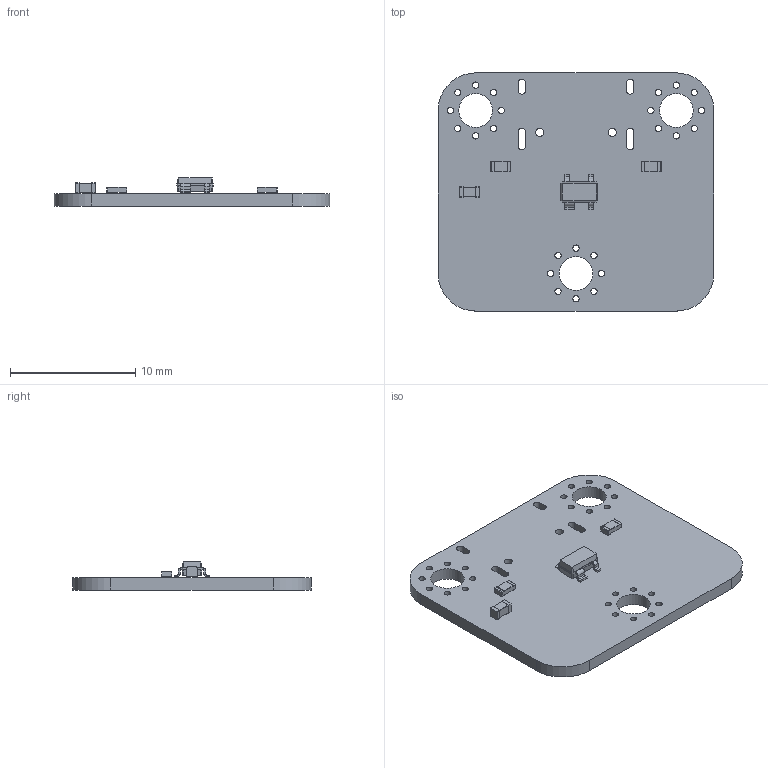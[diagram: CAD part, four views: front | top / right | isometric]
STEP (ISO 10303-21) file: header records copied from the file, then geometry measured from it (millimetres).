
FILE_DESCRIPTION(('KiCad electronic assembly'),'2;1');
FILE_NAME('daughterboard.step','2019-05-25T00:44:06',('An Author'),( 'A Company'),'Open CASCADE STEP processor 6.9', 'KiCad to STEP converter','Unknown');
FILE_SCHEMA(('AUTOMOTIVE_DESIGN { 1 0 10303 214 1 1 1 1 }'));
Length unit declared in the file: millimetre
Products named in the file (8): Open CASCADE STEP translator 6.9 1; C_0603_1608Metric; SOLID; SOT-143; R_0603_1608Metric; COMPOUND
Assembly tree (8 placements, depth 3):
  Open CASCADE STEP translator 6.9 1
    C_0603_1608Metric
      SOLID
    SOT-143
      SOLID
    R_0603_1608Metric  x2
      SOLID
    COMPOUND
Bounding box: 22 x 19 x 2.25 mm (x, y, z)
Volume: 391.6 mm3; surface area: 965.9 mm2
Topology: 5 solids, 5 shells, 229 faces, 603 edges, 386 vertices
Faces by surface type: plane 116, cylinder 85, bspline 28
Full cylindrical faces by diameter (mm): 0.5 x24, 0.65 x2, 2.7 x3
Entity records: 14544 total; most frequent: CARTESIAN_POINT 2543, DIRECTION 2007, LINE 1213, VECTOR 1213, ORIENTED_EDGE 1070, PCURVE 1070, DEFINITIONAL_REPRESENTATION 1070, EDGE_CURVE 535
